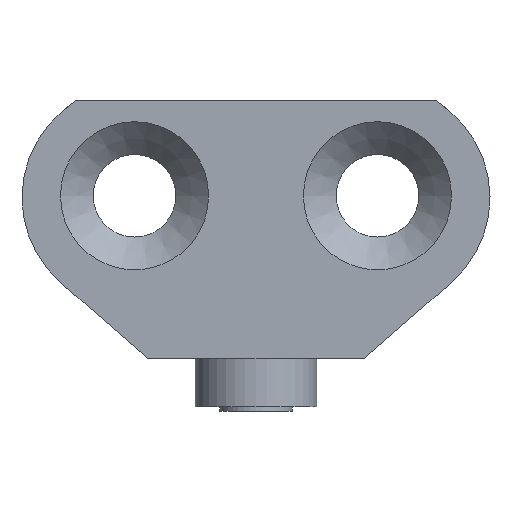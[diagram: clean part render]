
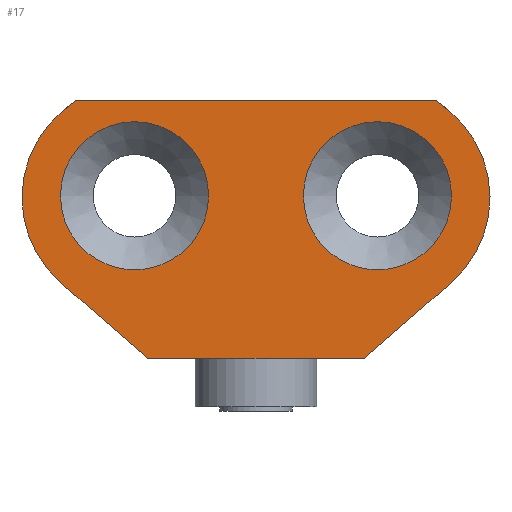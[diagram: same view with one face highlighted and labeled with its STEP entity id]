
A CAD part, front view. The second image highlights one B-rep face of the part: STEP entity #17.
In plain terms, the highlighted planar face has unit normal (0, -1, 0).
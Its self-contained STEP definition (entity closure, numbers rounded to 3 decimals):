
#17 = ADVANCED_FACE('',(#18,#94,#105),#116,.T.);
#18 = FACE_BOUND('',#19,.T.);
#19 = EDGE_LOOP('',(#20,#30,#38,#47,#55,#63,#71,#79,#88));
#20 = ORIENTED_EDGE('',*,*,#21,.T.);
#21 = EDGE_CURVE('',#22,#24,#26,.T.);
#22 = VERTEX_POINT('',#23);
#23 = CARTESIAN_POINT('',(7.443,7.,1.));
#24 = VERTEX_POINT('',#25);
#25 = CARTESIAN_POINT('',(-7.443,7.,1.));
#26 = LINE('',#27,#28);
#27 = CARTESIAN_POINT('',(0.,7.,1.));
#28 = VECTOR('',#29,1.);
#29 = DIRECTION('',(-1.,0.,0.));
#30 = ORIENTED_EDGE('',*,*,#31,.T.);
#31 = EDGE_CURVE('',#24,#32,#34,.T.);
#32 = VERTEX_POINT('',#33);
#33 = CARTESIAN_POINT('',(-7.979,7.,0.55));
#34 = LINE('',#35,#36);
#35 = CARTESIAN_POINT('',(-6.564,7.,1.737));
#36 = VECTOR('',#37,1.);
#37 = DIRECTION('',(-0.766,0.,-0.643)
  );
#38 = ORIENTED_EDGE('',*,*,#39,.T.);
#39 = EDGE_CURVE('',#32,#40,#42,.T.);
#40 = VERTEX_POINT('',#41);
#41 = CARTESIAN_POINT('',(-8.036,7.,-6.502));
#42 = CIRCLE('',#43,4.634);
#43 = AXIS2_PLACEMENT_3D('',#44,#45,#46);
#44 = CARTESIAN_POINT('',(-5.,7.,-3.));
#45 = DIRECTION('',(0.,-1.,0.));
#46 = DIRECTION('',(-1.,0.,0.));
#47 = ORIENTED_EDGE('',*,*,#48,.F.);
#48 = EDGE_CURVE('',#49,#40,#51,.T.);
#49 = VERTEX_POINT('',#50);
#50 = CARTESIAN_POINT('',(-4.461,7.,-9.6));
#51 = LINE('',#52,#53);
#52 = CARTESIAN_POINT('',(-4.269,7.,-9.767));
#53 = VECTOR('',#54,1.);
#54 = DIRECTION('',(-0.756,0.,0.655));
#55 = ORIENTED_EDGE('',*,*,#56,.F.);
#56 = EDGE_CURVE('',#57,#49,#59,.T.);
#57 = VERTEX_POINT('',#58);
#58 = CARTESIAN_POINT('',(0.,7.,-9.6));
#59 = LINE('',#60,#61);
#60 = CARTESIAN_POINT('',(10.5,7.,-9.6));
#61 = VECTOR('',#62,1.);
#62 = DIRECTION('',(-1.,0.,0.));
#63 = ORIENTED_EDGE('',*,*,#64,.F.);
#64 = EDGE_CURVE('',#65,#57,#67,.T.);
#65 = VERTEX_POINT('',#66);
#66 = CARTESIAN_POINT('',(4.461,7.,-9.6));
#67 = LINE('',#68,#69);
#68 = CARTESIAN_POINT('',(10.5,7.,-9.6));
#69 = VECTOR('',#70,1.);
#70 = DIRECTION('',(-1.,0.,0.));
#71 = ORIENTED_EDGE('',*,*,#72,.F.);
#72 = EDGE_CURVE('',#73,#65,#75,.T.);
#73 = VERTEX_POINT('',#74);
#74 = CARTESIAN_POINT('',(8.036,7.,-6.502));
#75 = LINE('',#76,#77);
#76 = CARTESIAN_POINT('',(6.286,7.,-8.018));
#77 = VECTOR('',#78,1.);
#78 = DIRECTION('',(-0.756,0.,-0.655)
  );
#79 = ORIENTED_EDGE('',*,*,#80,.T.);
#80 = EDGE_CURVE('',#73,#81,#83,.T.);
#81 = VERTEX_POINT('',#82);
#82 = CARTESIAN_POINT('',(7.979,7.,0.55));
#83 = CIRCLE('',#84,4.634);
#84 = AXIS2_PLACEMENT_3D('',#85,#86,#87);
#85 = CARTESIAN_POINT('',(5.,7.,-3.));
#86 = DIRECTION('',(0.,-1.,0.));
#87 = DIRECTION('',(-1.,0.,0.));
#88 = ORIENTED_EDGE('',*,*,#89,.F.);
#89 = EDGE_CURVE('',#22,#81,#90,.T.);
#90 = LINE('',#91,#92);
#91 = CARTESIAN_POINT('',(6.564,7.,1.737));
#92 = VECTOR('',#93,1.);
#93 = DIRECTION('',(0.766,0.,-0.643)
  );
#94 = FACE_BOUND('',#95,.T.);
#95 = EDGE_LOOP('',(#96));
#96 = ORIENTED_EDGE('',*,*,#97,.T.);
#97 = EDGE_CURVE('',#98,#98,#100,.T.);
#98 = VERTEX_POINT('',#99);
#99 = CARTESIAN_POINT('',(-8.05,7.,-2.921));
#100 = CIRCLE('',#101,3.05);
#101 = AXIS2_PLACEMENT_3D('',#102,#103,#104);
#102 = CARTESIAN_POINT('',(-5.,7.,-2.921));
#103 = DIRECTION('',(0.,1.,0.));
#104 = DIRECTION('',(-1.,0.,0.));
#105 = FACE_BOUND('',#106,.T.);
#106 = EDGE_LOOP('',(#107));
#107 = ORIENTED_EDGE('',*,*,#108,.T.);
#108 = EDGE_CURVE('',#109,#109,#111,.T.);
#109 = VERTEX_POINT('',#110);
#110 = CARTESIAN_POINT('',(1.95,7.,-2.921));
#111 = CIRCLE('',#112,3.05);
#112 = AXIS2_PLACEMENT_3D('',#113,#114,#115);
#113 = CARTESIAN_POINT('',(5.,7.,-2.921));
#114 = DIRECTION('',(0.,1.,0.));
#115 = DIRECTION('',(-1.,0.,0.));
#116 = PLANE('',#117);
#117 = AXIS2_PLACEMENT_3D('',#118,#119,#120);
#118 = CARTESIAN_POINT('',(0.,7.,-4.3));
#119 = DIRECTION('',(0.,-1.,0.));
#120 = DIRECTION('',(0.,0.,-1.));
